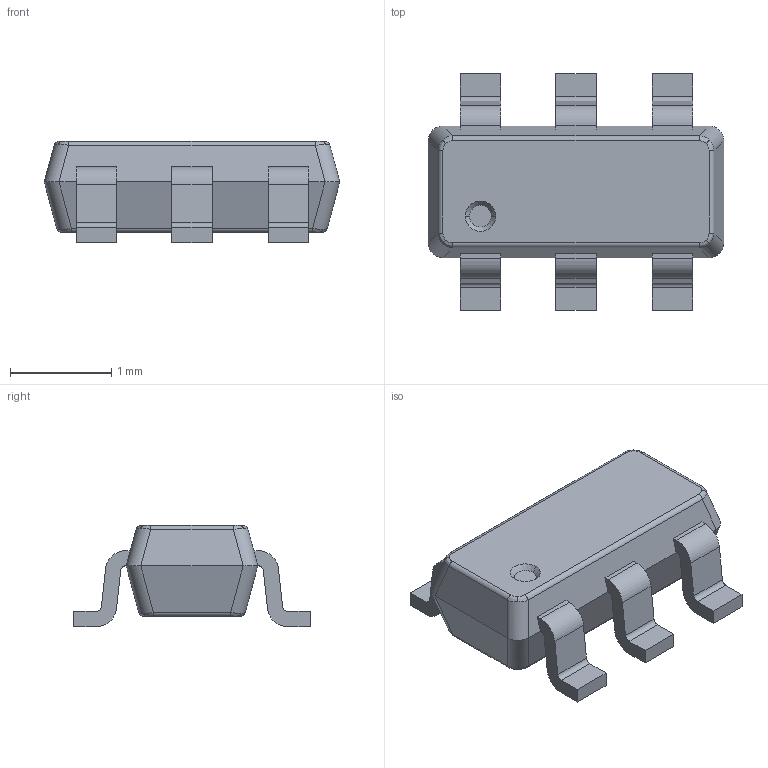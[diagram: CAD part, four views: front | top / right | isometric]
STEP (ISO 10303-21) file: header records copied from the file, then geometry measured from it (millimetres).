
FILE_DESCRIPTION (( 'STEP AP214' ), '1' );
FILE_NAME ('User Library-sot236.STEP', '2016-10-05T09:55:33', ( 'Windows User' ), ( '' ), 'SwSTEP 2.0', 'SolidWorks 2016', '' );
FILE_SCHEMA (( 'AUTOMOTIVE_DESIGN' ));
Length unit declared in the file: millimetre
Products named in the file (1): User Library-sot236
Bounding box: 2.92 x 2.34 x 1 mm (x, y, z)
Volume: 3.3 mm3; surface area: 19.2 mm2
Topology: 1 solids, 1 shells, 123 faces, 324 edges, 204 vertices
Faces by surface type: plane 65, cylinder 40, bspline 16, cone 2
Entity records: 5245 total; most frequent: CARTESIAN_POINT 936, ORIENTED_EDGE 648, DIRECTION 580, EDGE_CURVE 324, LINE 212, VECTOR 212, VERTEX_POINT 204, AXIS2_PLACEMENT_3D 184
